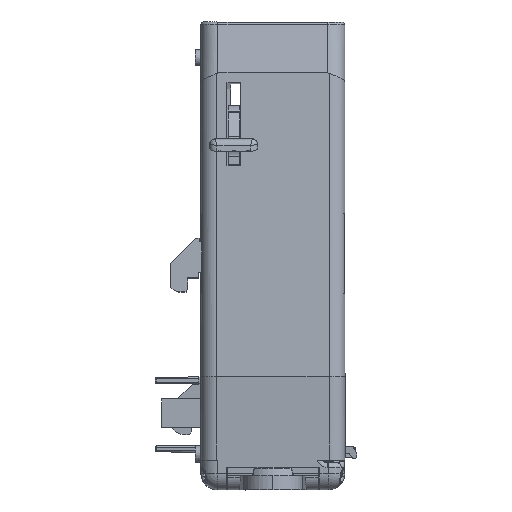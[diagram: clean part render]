
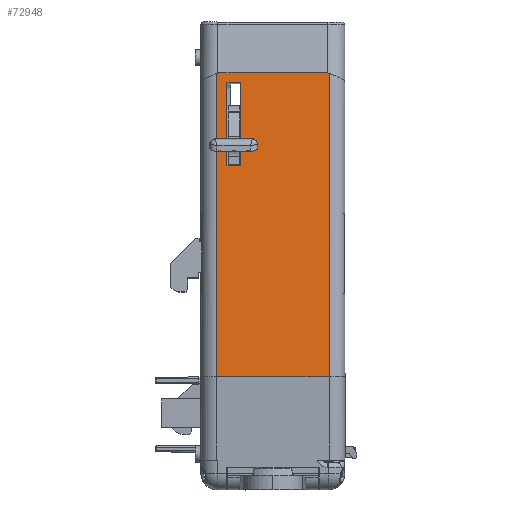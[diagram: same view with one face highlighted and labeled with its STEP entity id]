
A CAD part, front view. The second image highlights one B-rep face of the part: STEP entity #72948.
In plain terms, the highlighted planar face has unit normal (0, -0.999, 0.044).
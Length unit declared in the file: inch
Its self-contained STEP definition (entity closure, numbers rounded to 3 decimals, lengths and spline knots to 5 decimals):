
#2514 = CARTESIAN_POINT ( 'NONE',  ( 0.50162, -1.84545, -0.27225 ) ) ;
#5251 = CARTESIAN_POINT ( 'NONE',  ( 0.49622, -1.84537, -0.2704 ) ) ;
#5647 = ORIENTED_EDGE ( 'NONE', *, *, #168819, .T. ) ;
#10548 = CARTESIAN_POINT ( 'NONE',  ( -0.27027, -1.84537, -0.2704 ) ) ;
#12142 = LINE ( 'NONE', #43970, #164442 ) ;
#12838 = VECTOR ( 'NONE', #28999, 39.37008 ) ;
#15940 = DIRECTION ( 'NONE',  ( -1., 0., 0. ) ) ;
#16270 = CARTESIAN_POINT ( 'NONE',  ( -0.2074, -1.84537, -0.2704 ) ) ;
#17178 = AXIS2_PLACEMENT_3D ( 'NONE', #24394, #159127, #104296 ) ;
#23249 = VECTOR ( 'NONE', #15940, 39.37008 ) ;
#24394 = CARTESIAN_POINT ( 'NONE',  ( 5.65427, -1.84537, -0.2704 ) ) ;
#28999 = DIRECTION ( 'NONE',  ( -1., 0., 0. ) ) ;
#30687 = CARTESIAN_POINT ( 'NONE',  ( 0.50162, -1.84537, -0.2704 ) ) ;
#32126 = EDGE_CURVE ( 'NONE', #101330, #106731, #169209, .T. ) ;
#33052 = VERTEX_POINT ( 'NONE', #2514 ) ;
#33289 = ORIENTED_EDGE ( 'NONE', *, *, #37155, .T. ) ;
#33617 = B_SPLINE_CURVE_WITH_KNOTS ( 'NONE', 3,
 ( #136946, #112443, #5251, #58277 ),
 .UNSPECIFIED., .F., .F.,
 ( 4, 4 ),
 ( 0., 1. ),
 .UNSPECIFIED. ) ;
#36629 = DIRECTION ( 'NONE',  ( 1., 0., 0. ) ) ;
#37155 = EDGE_CURVE ( 'NONE', #109439, #162086, #167328, .T. ) ;
#39600 = FACE_OUTER_BOUND ( 'NONE', #103707, .T. ) ;
#41779 = EDGE_CURVE ( 'NONE', #158031, #101330, #12142, .T. ) ;
#41953 = DIRECTION ( 'NONE',  ( 0., 0.044, 0.999 ) ) ;
#42526 = LINE ( 'NONE', #16270, #167730 ) ;
#43970 = CARTESIAN_POINT ( 'NONE',  ( 0.61162, -1.93743, -2.379 ) ) ;
#44077 = VECTOR ( 'NONE', #56861, 39.37008 ) ;
#45298 = CARTESIAN_POINT ( 'NONE',  ( -0.1115, -1.84826, -0.33664 ) ) ;
#46004 = CARTESIAN_POINT ( 'NONE',  ( 0.49351, -1.84537, -0.2704 ) ) ;
#46591 = CARTESIAN_POINT ( 'NONE',  ( -0.1115, -1.87354, -0.91565 ) ) ;
#47851 = ORIENTED_EDGE ( 'NONE', *, *, #167102, .F. ) ;
#48167 = CARTESIAN_POINT ( 'NONE',  ( -0.27838, -1.97175, -3.16491 ) ) ;
#49888 = EDGE_CURVE ( 'NONE', #158031, #33052, #132354, .T. ) ;
#53682 = EDGE_CURVE ( 'NONE', #97929, #129649, #65154, .T. ) ;
#55650 = ORIENTED_EDGE ( 'NONE', *, *, #106520, .T. ) ;
#56861 = DIRECTION ( 'NONE',  ( 0., -0.044, -0.999 ) ) ;
#58277 = CARTESIAN_POINT ( 'NONE',  ( 0.49351, -1.84537, -0.2704 ) ) ;
#65154 = LINE ( 'NONE', #116471, #83936 ) ;
#65559 = CARTESIAN_POINT ( 'NONE',  ( -0.27838, -1.93743, -2.379 ) ) ;
#65805 = PLANE ( 'NONE',  #17178 ) ;
#72948 = ADVANCED_FACE ( 'NONE', ( #39600, #110546 ), #65805, .T. ) ;
#73853 = ORIENTED_EDGE ( 'NONE', *, *, #53682, .T. ) ;
#73920 = CARTESIAN_POINT ( 'NONE',  ( -0.27838, -1.84545, -0.27225 ) ) ;
#74970 = CARTESIAN_POINT ( 'NONE',  ( -0.2074, -1.84826, -0.33664 ) ) ;
#83936 = VECTOR ( 'NONE', #36629, 39.37008 ) ;
#87503 = EDGE_LOOP ( 'NONE', ( #55650, #33289, #5647, #73853 ) ) ;
#92603 = CARTESIAN_POINT ( 'NONE',  ( 5.65427, -1.87354, -0.91565 ) ) ;
#94177 = VERTEX_POINT ( 'NONE', #10548 ) ;
#95841 = CARTESIAN_POINT ( 'NONE',  ( 5.65427, -1.84537, -0.2704 ) ) ;
#96928 = VECTOR ( 'NONE', #97741, 39.37008 ) ;
#97065 = ORIENTED_EDGE ( 'NONE', *, *, #32126, .F. ) ;
#97600 = CARTESIAN_POINT ( 'NONE',  ( -0.1115, -1.84537, -0.2704 ) ) ;
#97741 = DIRECTION ( 'NONE',  ( 0., 0.044, 0.999 ) ) ;
#97929 = VERTEX_POINT ( 'NONE', #74970 ) ;
#98207 = VECTOR ( 'NONE', #152625, 39.37008 ) ;
#99564 = CARTESIAN_POINT ( 'NONE',  ( -0.27027, -1.84537, -0.2704 ) ) ;
#100731 = CARTESIAN_POINT ( 'NONE',  ( -0.27297, -1.84537, -0.2704 ) ) ;
#101330 = VERTEX_POINT ( 'NONE', #65559 ) ;
#103707 = EDGE_LOOP ( 'NONE', ( #123995, #158406, #133283, #151383, #47851, #97065 ) ) ;
#104296 = DIRECTION ( 'NONE',  ( 0., -0.044, -0.999 ) ) ;
#106520 = EDGE_CURVE ( 'NONE', #129649, #109439, #148481, .T. ) ;
#106731 = VERTEX_POINT ( 'NONE', #116123 ) ;
#109439 = VERTEX_POINT ( 'NONE', #46591 ) ;
#110546 = FACE_BOUND ( 'NONE', #87503, .T. ) ;
#112443 = CARTESIAN_POINT ( 'NONE',  ( 0.49892, -1.8454, -0.27102 ) ) ;
#115056 = VERTEX_POINT ( 'NONE', #46004 ) ;
#116123 = CARTESIAN_POINT ( 'NONE',  ( -0.27838, -1.84545, -0.27225 ) ) ;
#116471 = CARTESIAN_POINT ( 'NONE',  ( 5.65427, -1.84826, -0.33664 ) ) ;
#119323 = CARTESIAN_POINT ( 'NONE',  ( -0.2074, -1.87354, -0.91565 ) ) ;
#123995 = ORIENTED_EDGE ( 'NONE', *, *, #41779, .F. ) ;
#124433 = DIRECTION ( 'NONE',  ( -1., 0., 0. ) ) ;
#125787 = CARTESIAN_POINT ( 'NONE',  ( -0.27568, -1.8454, -0.27102 ) ) ;
#129649 = VERTEX_POINT ( 'NONE', #45298 ) ;
#132354 = LINE ( 'NONE', #30687, #96928 ) ;
#133283 = ORIENTED_EDGE ( 'NONE', *, *, #168978, .T. ) ;
#136946 = CARTESIAN_POINT ( 'NONE',  ( 0.50162, -1.84545, -0.27225 ) ) ;
#143138 = B_SPLINE_CURVE_WITH_KNOTS ( 'NONE', 3,
 ( #73920, #125787, #100731, #99564 ),
 .UNSPECIFIED., .F., .F.,
 ( 4, 4 ),
 ( 0., 1. ),
 .UNSPECIFIED. ) ;
#146412 = LINE ( 'NONE', #95841, #23249 ) ;
#148481 = LINE ( 'NONE', #97600, #44077 ) ;
#149038 = EDGE_CURVE ( 'NONE', #115056, #94177, #146412, .T. ) ;
#151383 = ORIENTED_EDGE ( 'NONE', *, *, #149038, .T. ) ;
#152625 = DIRECTION ( 'NONE',  ( 0., 0.044, 0.999 ) ) ;
#158031 = VERTEX_POINT ( 'NONE', #171571 ) ;
#158406 = ORIENTED_EDGE ( 'NONE', *, *, #49888, .T. ) ;
#159127 = DIRECTION ( 'NONE',  ( 0., -0.999, 0.044 ) ) ;
#162086 = VERTEX_POINT ( 'NONE', #119323 ) ;
#164442 = VECTOR ( 'NONE', #124433, 39.37008 ) ;
#167102 = EDGE_CURVE ( 'NONE', #106731, #94177, #143138, .T. ) ;
#167328 = LINE ( 'NONE', #92603, #12838 ) ;
#167730 = VECTOR ( 'NONE', #41953, 39.37008 ) ;
#168819 = EDGE_CURVE ( 'NONE', #162086, #97929, #42526, .T. ) ;
#168978 = EDGE_CURVE ( 'NONE', #33052, #115056, #33617, .T. ) ;
#169209 = LINE ( 'NONE', #48167, #98207 ) ;
#171571 = CARTESIAN_POINT ( 'NONE',  ( 0.50162, -1.93743, -2.379 ) ) ;
